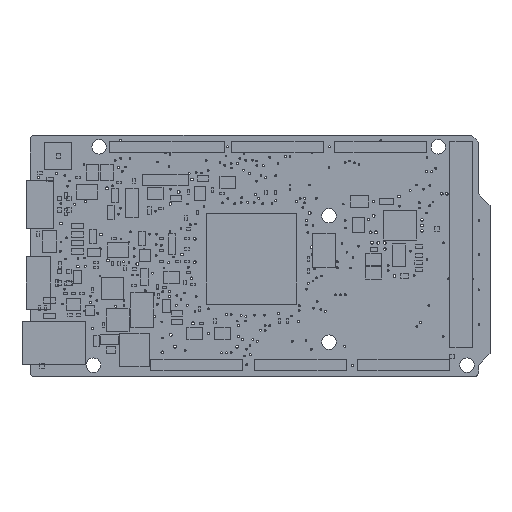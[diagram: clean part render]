
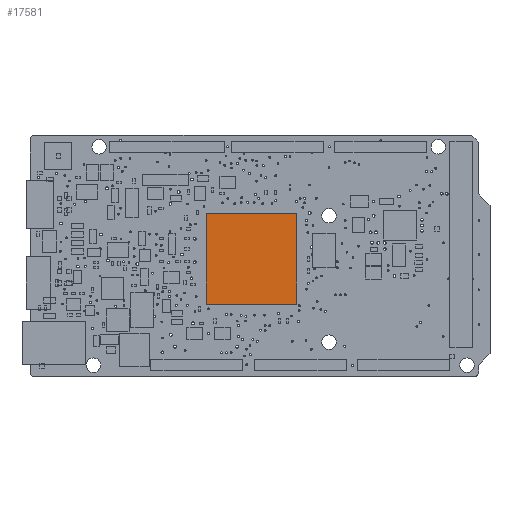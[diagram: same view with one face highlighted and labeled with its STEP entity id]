
A CAD part, top view. The second image highlights one B-rep face of the part: STEP entity #17581.
In plain terms, the highlighted planar face has unit normal (0, 0, 1).
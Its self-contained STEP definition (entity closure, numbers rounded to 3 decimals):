
#1880=PLANE('',#19995);
#2680=FACE_OUTER_BOUND('',#4510,.T.);
#4510=EDGE_LOOP('',(#15368,#15369,#15370,#15371));
#5466=LINE('',#29493,#6520);
#5469=LINE('',#29499,#6523);
#5472=LINE('',#29505,#6526);
#5475=LINE('',#29509,#6529);
#6520=VECTOR('',#24783,10.);
#6523=VECTOR('',#24788,10.);
#6526=VECTOR('',#24793,10.);
#6529=VECTOR('',#24798,10.);
#9130=VERTEX_POINT('',#29490);
#9131=VERTEX_POINT('',#29492);
#9133=VERTEX_POINT('',#29498);
#9135=VERTEX_POINT('',#29504);
#11226=EDGE_CURVE('',#9131,#9130,#5466,.T.);
#11229=EDGE_CURVE('',#9133,#9131,#5469,.T.);
#11232=EDGE_CURVE('',#9135,#9133,#5472,.T.);
#11235=EDGE_CURVE('',#9130,#9135,#5475,.T.);
#15368=ORIENTED_EDGE('',*,*,#11235,.T.);
#15369=ORIENTED_EDGE('',*,*,#11232,.T.);
#15370=ORIENTED_EDGE('',*,*,#11229,.T.);
#15371=ORIENTED_EDGE('',*,*,#11226,.T.);
#17581=ADVANCED_FACE('',(#2680),#1880,.T.);
#19995=AXIS2_PLACEMENT_3D('',#29510,#24799,#24800);
#24783=DIRECTION('',(-1.,0.,0.));
#24788=DIRECTION('',(0.,1.,0.));
#24793=DIRECTION('',(1.,0.,0.));
#24798=DIRECTION('',(0.,-1.,0.));
#24799=DIRECTION('center_axis',(0.,0.,1.));
#24800=DIRECTION('ref_axis',(1.,0.,0.));
#29490=CARTESIAN_POINT('',(-10.,10.,0.1));
#29492=CARTESIAN_POINT('',(10.,10.,0.1));
#29493=CARTESIAN_POINT('',(10.,10.,0.1));
#29498=CARTESIAN_POINT('',(10.,-10.,0.1));
#29499=CARTESIAN_POINT('',(10.,-10.,0.1));
#29504=CARTESIAN_POINT('',(-10.,-10.,0.1));
#29505=CARTESIAN_POINT('',(-10.,-10.,0.1));
#29509=CARTESIAN_POINT('',(-10.,10.,0.1));
#29510=CARTESIAN_POINT('Origin',(0.,0.,0.1));
